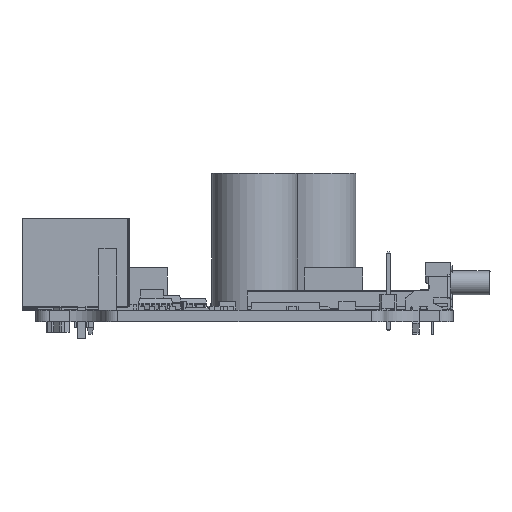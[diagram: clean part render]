
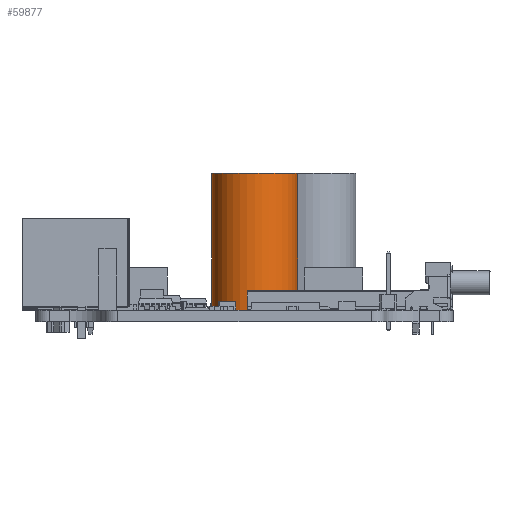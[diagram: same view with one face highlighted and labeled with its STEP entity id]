
A CAD part, left-side view. The second image highlights one B-rep face of the part: STEP entity #59877.
In plain terms, the highlighted cylindrical face has radius 6.25 mm (diameter 12.5 mm), a full revolution.
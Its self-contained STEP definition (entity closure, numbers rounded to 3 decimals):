
#59877 = ADVANCED_FACE('',(#59878),#59905,.T.);
#59878 = FACE_BOUND('',#59879,.T.);
#59879 = EDGE_LOOP('',(#59880,#59889,#59897,#59904));
#59880 = ORIENTED_EDGE('',*,*,#59881,.T.);
#59881 = EDGE_CURVE('',#59882,#59882,#59884,.T.);
#59882 = VERTEX_POINT('',#59883);
#59883 = CARTESIAN_POINT('',(6.25,0.,0.));
#59884 = CIRCLE('',#59885,6.25);
#59885 = AXIS2_PLACEMENT_3D('',#59886,#59887,#59888);
#59886 = CARTESIAN_POINT('',(0.,0.,0.));
#59887 = DIRECTION('',(0.,0.,1.));
#59888 = DIRECTION('',(1.,0.,0.));
#59889 = ORIENTED_EDGE('',*,*,#59890,.T.);
#59890 = EDGE_CURVE('',#59882,#59891,#59893,.T.);
#59891 = VERTEX_POINT('',#59892);
#59892 = CARTESIAN_POINT('',(6.25,0.,20.));
#59893 = LINE('',#59894,#59895);
#59894 = CARTESIAN_POINT('',(6.25,0.,0.));
#59895 = VECTOR('',#59896,1.);
#59896 = DIRECTION('',(0.,0.,1.));
#59897 = ORIENTED_EDGE('',*,*,#59898,.F.);
#59898 = EDGE_CURVE('',#59891,#59891,#59899,.T.);
#59899 = CIRCLE('',#59900,6.25);
#59900 = AXIS2_PLACEMENT_3D('',#59901,#59902,#59903);
#59901 = CARTESIAN_POINT('',(0.,0.,20.));
#59902 = DIRECTION('',(0.,0.,1.));
#59903 = DIRECTION('',(1.,0.,0.));
#59904 = ORIENTED_EDGE('',*,*,#59890,.F.);
#59905 = CYLINDRICAL_SURFACE('',#59906,6.25);
#59906 = AXIS2_PLACEMENT_3D('',#59907,#59908,#59909);
#59907 = CARTESIAN_POINT('',(0.,0.,0.));
#59908 = DIRECTION('',(0.,0.,-1.));
#59909 = DIRECTION('',(1.,0.,0.));
